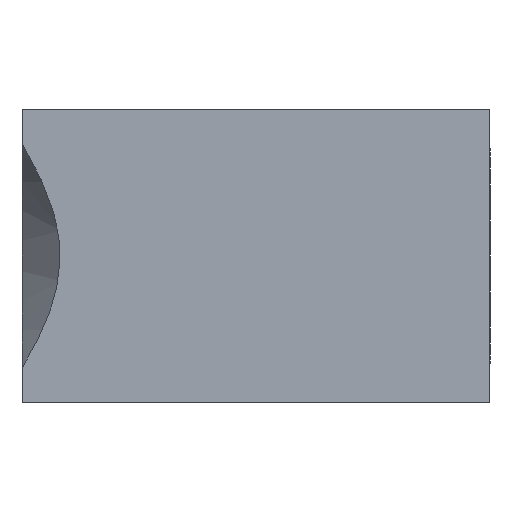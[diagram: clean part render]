
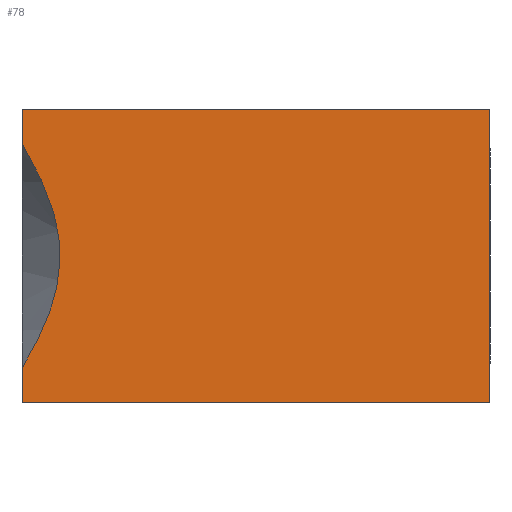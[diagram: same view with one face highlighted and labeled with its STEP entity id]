
A CAD part, left-side view. The second image highlights one B-rep face of the part: STEP entity #78.
In plain terms, the highlighted planar face has unit normal (-1, 0, 0).
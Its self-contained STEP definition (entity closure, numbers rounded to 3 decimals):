
#8 = B_SPLINE_CURVE_WITH_KNOTS ( 'NONE', 3,
 ( #168, #419, #262, #453, #327, #416, #181, #139, #487, #104, #342, #501, #462, #134 ),
 .UNSPECIFIED., .F., .F.,
 ( 4, 2, 2, 2, 2, 2, 4 ),
 ( 0.004, 0.005, 0.005, 0.006, 0.006, 0.007, 0.008 ),
 .UNSPECIFIED. ) ;
#21 = EDGE_CURVE ( 'NONE', #112, #229, #250, .T. ) ;
#23 = LINE ( 'NONE', #411, #150 ) ;
#40 = VERTEX_POINT ( 'NONE', #413 ) ;
#47 = VECTOR ( 'NONE', #105, 1000. ) ;
#60 = PLANE ( 'NONE',  #243 ) ;
#64 = CARTESIAN_POINT ( 'NONE',  ( 0., 8., 5. ) ) ;
#71 = ORIENTED_EDGE ( 'NONE', *, *, #128, .T. ) ;
#74 = EDGE_LOOP ( 'NONE', ( #71, #272, #384, #352, #232, #349 ) ) ;
#78 = ADVANCED_FACE ( 'NONE', ( #210 ), #60, .F. ) ;
#87 = LINE ( 'NONE', #172, #443 ) ;
#89 = DIRECTION ( 'NONE',  ( 1., 0., 0. ) ) ;
#98 = CARTESIAN_POINT ( 'NONE',  ( 0., 0., 0. ) ) ;
#104 = CARTESIAN_POINT ( 'NONE',  ( 0., 7.435, 1.821 ) ) ;
#105 = DIRECTION ( 'NONE',  ( 0., 0., -1. ) ) ;
#112 = VERTEX_POINT ( 'NONE', #340 ) ;
#116 = VERTEX_POINT ( 'NONE', #98 ) ;
#128 = EDGE_CURVE ( 'NONE', #305, #40, #374, .T. ) ;
#129 = LINE ( 'NONE', #133, #483 ) ;
#133 = CARTESIAN_POINT ( 'NONE',  ( 0., 0., 5. ) ) ;
#134 = CARTESIAN_POINT ( 'NONE',  ( 0., 8., 0.584 ) ) ;
#139 = CARTESIAN_POINT ( 'NONE',  ( 0., 7.35, 2.33 ) ) ;
#144 = CARTESIAN_POINT ( 'NONE',  ( 0., 0., 5. ) ) ;
#150 = VECTOR ( 'NONE', #489, 1000. ) ;
#165 = DIRECTION ( 'NONE',  ( 0., -1., 0. ) ) ;
#168 = CARTESIAN_POINT ( 'NONE',  ( 0., 8., 4.416 ) ) ;
#172 = CARTESIAN_POINT ( 'NONE',  ( 0., 0., 5. ) ) ;
#181 = CARTESIAN_POINT ( 'NONE',  ( 0., 7.35, 2.67 ) ) ;
#207 = CARTESIAN_POINT ( 'NONE',  ( 0., 8., 5. ) ) ;
#210 = FACE_OUTER_BOUND ( 'NONE', #74, .T. ) ;
#218 = DIRECTION ( 'NONE',  ( 0., 0., -1. ) ) ;
#229 = VERTEX_POINT ( 'NONE', #299 ) ;
#232 = ORIENTED_EDGE ( 'NONE', *, *, #464, .F. ) ;
#238 = CARTESIAN_POINT ( 'NONE',  ( 0., 8., 5. ) ) ;
#243 = AXIS2_PLACEMENT_3D ( 'NONE', #144, #89, #367 ) ;
#250 = LINE ( 'NONE', #207, #47 ) ;
#256 = EDGE_CURVE ( 'NONE', #40, #112, #8, .T. ) ;
#262 = CARTESIAN_POINT ( 'NONE',  ( 0., 7.662, 3.82 ) ) ;
#272 = ORIENTED_EDGE ( 'NONE', *, *, #256, .T. ) ;
#299 = CARTESIAN_POINT ( 'NONE',  ( 0., 8., 0. ) ) ;
#305 = VERTEX_POINT ( 'NONE', #238 ) ;
#327 = CARTESIAN_POINT ( 'NONE',  ( 0., 7.435, 3.179 ) ) ;
#340 = CARTESIAN_POINT ( 'NONE',  ( 0., 8., 0.584 ) ) ;
#342 = CARTESIAN_POINT ( 'NONE',  ( 0., 7.484, 1.658 ) ) ;
#349 = ORIENTED_EDGE ( 'NONE', *, *, #479, .F. ) ;
#352 = ORIENTED_EDGE ( 'NONE', *, *, #397, .T. ) ;
#363 = DIRECTION ( 'NONE',  ( 0., 0., -1. ) ) ;
#367 = DIRECTION ( 'NONE',  ( 0., 0., -1. ) ) ;
#374 = LINE ( 'NONE', #64, #517 ) ;
#384 = ORIENTED_EDGE ( 'NONE', *, *, #21, .T. ) ;
#397 = EDGE_CURVE ( 'NONE', #229, #116, #23, .T. ) ;
#403 = CARTESIAN_POINT ( 'NONE',  ( 0., 0., 5. ) ) ;
#411 = CARTESIAN_POINT ( 'NONE',  ( 0., 0., 0. ) ) ;
#413 = CARTESIAN_POINT ( 'NONE',  ( 0., 8., 4.416 ) ) ;
#416 = CARTESIAN_POINT ( 'NONE',  ( 0., 7.368, 2.842 ) ) ;
#419 = CARTESIAN_POINT ( 'NONE',  ( 0., 7.823, 4.126 ) ) ;
#443 = VECTOR ( 'NONE', #363, 1000. ) ;
#453 = CARTESIAN_POINT ( 'NONE',  ( 0., 7.484, 3.342 ) ) ;
#462 = CARTESIAN_POINT ( 'NONE',  ( 0., 7.823, 0.875 ) ) ;
#464 = EDGE_CURVE ( 'NONE', #508, #116, #87, .T. ) ;
#479 = EDGE_CURVE ( 'NONE', #305, #508, #129, .T. ) ;
#483 = VECTOR ( 'NONE', #165, 1000. ) ;
#487 = CARTESIAN_POINT ( 'NONE',  ( 0., 7.368, 2.159 ) ) ;
#489 = DIRECTION ( 'NONE',  ( 0., -1., 0. ) ) ;
#501 = CARTESIAN_POINT ( 'NONE',  ( 0., 7.662, 1.18 ) ) ;
#508 = VERTEX_POINT ( 'NONE', #403 ) ;
#517 = VECTOR ( 'NONE', #218, 1000. ) ;
